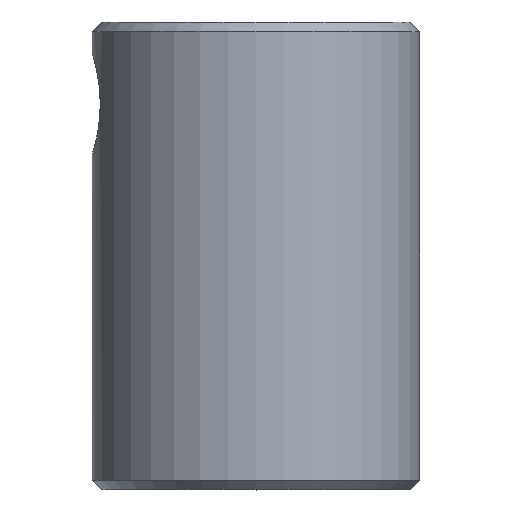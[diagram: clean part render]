
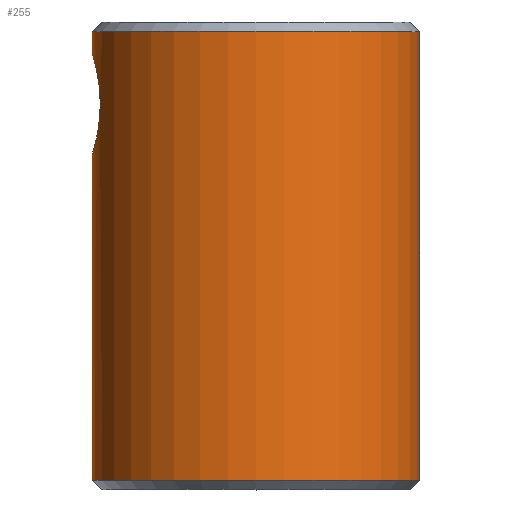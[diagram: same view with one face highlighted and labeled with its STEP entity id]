
A CAD part, top view. The second image highlights one B-rep face of the part: STEP entity #255.
In plain terms, the highlighted cylindrical face has radius 7 mm (diameter 14 mm), a full revolution.
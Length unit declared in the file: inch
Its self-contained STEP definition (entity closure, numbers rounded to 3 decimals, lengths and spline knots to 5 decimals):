
#18 = AXIS2_PLACEMENT_3D ( 'NONE', #179, #291, #225 ) ;
#20 = CARTESIAN_POINT ( 'NONE',  ( -0.26392, 0.62259, 0.07937 ) ) ;
#22 = CARTESIAN_POINT ( 'NONE',  ( -0.26748, 0.70108, -0.06684 ) ) ;
#29 = EDGE_LOOP ( 'NONE', ( #318 ) ) ;
#48 = CARTESIAN_POINT ( 'NONE',  ( -0.26276, 0.6606, -0.08312 ) ) ;
#49 = CARTESIAN_POINT ( 'NONE',  ( -0.27559, 0.73327, -0.00555 ) ) ;
#50 = CARTESIAN_POINT ( 'NONE',  ( -0.26516, 0.68678, 0.07515 ) ) ;
#52 = CARTESIAN_POINT ( 'NONE',  ( -0.27478, 0.73057, -0.02176 ) ) ;
#53 = CARTESIAN_POINT ( 'NONE',  ( 0., 0.77165, 0. ) ) ;
#65 = CARTESIAN_POINT ( 'NONE',  ( 0., 0.77165, -0.27559 ) ) ;
#72 = CARTESIAN_POINT ( 'NONE',  ( -0.26577, 0.69181, -0.07305 ) ) ;
#73 = CIRCLE ( 'NONE', #91, 0.27559 ) ;
#74 = CARTESIAN_POINT ( 'NONE',  ( -0.26258, 0.64414, -0.08366 ) ) ;
#75 = CARTESIAN_POINT ( 'NONE',  ( -0.27252, 0.72264, -0.04225 ) ) ;
#76 = CARTESIAN_POINT ( 'NONE',  ( -0.27312, 0.57445, -0.03715 ) ) ;
#86 = CARTESIAN_POINT ( 'NONE',  ( 0., 0.01575, 0. ) ) ;
#90 = VERTEX_POINT ( 'NONE', #207 ) ;
#91 = AXIS2_PLACEMENT_3D ( 'NONE', #86, #317, #170 ) ;
#95 = CARTESIAN_POINT ( 'NONE',  ( -0.27542, 0.56649, 0.01101 ) ) ;
#101 = EDGE_CURVE ( 'NONE', #352, #352, #338, .T. ) ;
#102 = CARTESIAN_POINT ( 'NONE',  ( -0.27559, 0.73327, 0.01107 ) ) ;
#103 = CARTESIAN_POINT ( 'NONE',  ( -0.26589, 0.60759, 0.07255 ) ) ;
#105 = CIRCLE ( 'NONE', #136, 0.27559 ) ;
#106 = CARTESIAN_POINT ( 'NONE',  ( -0.27085, 0.58314, -0.0511 ) ) ;
#111 = CYLINDRICAL_SURFACE ( 'NONE', #18, 0.27559 ) ;
#127 = CARTESIAN_POINT ( 'NONE',  ( -0.27431, 0.57025, 0.02706 ) ) ;
#135 = CARTESIAN_POINT ( 'NONE',  ( -0.26332, 0.67168, 0.08143 ) ) ;
#136 = AXIS2_PLACEMENT_3D ( 'NONE', #53, #196, #173 ) ;
#161 = CARTESIAN_POINT ( 'NONE',  ( -0.2749, 0.73107, 0.02198 ) ) ;
#162 = CARTESIAN_POINT ( 'NONE',  ( -0.26832, 0.70492, 0.063 ) ) ;
#163 = EDGE_CURVE ( 'NONE', #349, #349, #105, .T. ) ;
#164 = CARTESIAN_POINT ( 'NONE',  ( -0.26276, 0.63857, 0.08311 ) ) ;
#166 = EDGE_LOOP ( 'NONE', ( #290 ) ) ;
#168 = CARTESIAN_POINT ( 'NONE',  ( -0.27311, 0.72474, 0.03721 ) ) ;
#170 = DIRECTION ( 'NONE',  ( 0., 0., -1. ) ) ;
#173 = DIRECTION ( 'NONE',  ( 0., 0., -1. ) ) ;
#179 = CARTESIAN_POINT ( 'NONE',  ( 0., 0., 0. ) ) ;
#181 = CARTESIAN_POINT ( 'NONE',  ( -0.26916, 0.59048, 0.05919 ) ) ;
#183 = CARTESIAN_POINT ( 'NONE',  ( -0.26916, 0.59048, 0.05919 ) ) ;
#192 = CARTESIAN_POINT ( 'NONE',  ( -0.26259, 0.65515, -0.08366 ) ) ;
#193 = CARTESIAN_POINT ( 'NONE',  ( -0.26393, 0.67671, -0.07934 ) ) ;
#194 = CARTESIAN_POINT ( 'NONE',  ( -0.26258, 0.64415, 0.08366 ) ) ;
#195 = CARTESIAN_POINT ( 'NONE',  ( -0.27489, 0.56817, -0.02205 ) ) ;
#196 = DIRECTION ( 'NONE',  ( 0., -1., 0. ) ) ;
#201 = EDGE_LOOP ( 'NONE', ( #266 ) ) ;
#207 = CARTESIAN_POINT ( 'NONE',  ( 0., 0.01575, -0.27559 ) ) ;
#208 = EDGE_CURVE ( 'NONE', #90, #90, #73, .T. ) ;
#209 = CARTESIAN_POINT ( 'NONE',  ( -0.27085, 0.58314, 0.05111 ) ) ;
#213 = CARTESIAN_POINT ( 'NONE',  ( -0.27559, 0.56594, 0.00547 ) ) ;
#219 = CARTESIAN_POINT ( 'NONE',  ( -0.27086, 0.71612, 0.05103 ) ) ;
#220 = CARTESIAN_POINT ( 'NONE',  ( -0.26392, 0.62258, -0.07937 ) ) ;
#222 = CARTESIAN_POINT ( 'NONE',  ( -0.2743, 0.72894, -0.02711 ) ) ;
#225 = DIRECTION ( 'NONE',  ( 0., 0., -1. ) ) ;
#226 = FACE_OUTER_BOUND ( 'NONE', #166, .T. ) ;
#247 = CARTESIAN_POINT ( 'NONE',  ( -0.27002, 0.58658, -0.05529 ) ) ;
#249 = CARTESIAN_POINT ( 'NONE',  ( -0.26589, 0.69166, 0.07253 ) ) ;
#252 = CARTESIAN_POINT ( 'NONE',  ( -0.26343, 0.62781, 0.08096 ) ) ;
#253 = CARTESIAN_POINT ( 'NONE',  ( -0.26748, 0.70073, 0.06645 ) ) ;
#254 = CARTESIAN_POINT ( 'NONE',  ( -0.26746, 0.59857, 0.06651 ) ) ;
#255 = ADVANCED_FACE ( 'NONE', ( #258, #365, #226 ), #111, .T. ) ;
#258 = FACE_BOUND ( 'NONE', #201, .T. ) ;
#266 = ORIENTED_EDGE ( 'NONE', *, *, #101, .T. ) ;
#272 = CARTESIAN_POINT ( 'NONE',  ( -0.27312, 0.57446, 0.03717 ) ) ;
#277 = CARTESIAN_POINT ( 'NONE',  ( -0.26343, 0.62783, -0.08096 ) ) ;
#278 = CARTESIAN_POINT ( 'NONE',  ( -0.26276, 0.63857, -0.08311 ) ) ;
#280 = CARTESIAN_POINT ( 'NONE',  ( -0.2683, 0.59437, 0.06307 ) ) ;
#281 = CARTESIAN_POINT ( 'NONE',  ( -0.26833, 0.59427, -0.06299 ) ) ;
#283 = CARTESIAN_POINT ( 'NONE',  ( -0.27085, 0.71641, -0.05151 ) ) ;
#290 = ORIENTED_EDGE ( 'NONE', *, *, #163, .T. ) ;
#291 = DIRECTION ( 'NONE',  ( 0., -1., 0. ) ) ;
#299 = CARTESIAN_POINT ( 'NONE',  ( -0.27478, 0.56866, 0.02183 ) ) ;
#307 = CARTESIAN_POINT ( 'NONE',  ( -0.26343, 0.67138, -0.08097 ) ) ;
#309 = CARTESIAN_POINT ( 'NONE',  ( -0.27542, 0.73272, -0.01101 ) ) ;
#310 = CARTESIAN_POINT ( 'NONE',  ( -0.27001, 0.71261, 0.05531 ) ) ;
#311 = CARTESIAN_POINT ( 'NONE',  ( -0.26516, 0.61238, -0.07513 ) ) ;
#317 = DIRECTION ( 'NONE',  ( 0., 1., 0. ) ) ;
#318 = ORIENTED_EDGE ( 'NONE', *, *, #208, .T. ) ;
#325 = CARTESIAN_POINT ( 'NONE',  ( -0.2724, 0.57708, 0.04206 ) ) ;
#329 = CARTESIAN_POINT ( 'NONE',  ( -0.27559, 0.56595, -0.01097 ) ) ;
#332 = CARTESIAN_POINT ( 'NONE',  ( -0.26515, 0.61247, 0.07517 ) ) ;
#334 = CARTESIAN_POINT ( 'NONE',  ( -0.26589, 0.60758, -0.07254 ) ) ;
#336 = CARTESIAN_POINT ( 'NONE',  ( -0.26916, 0.59048, 0.05919 ) ) ;
#337 = CARTESIAN_POINT ( 'NONE',  ( -0.27241, 0.72216, 0.042 ) ) ;
#338 = B_SPLINE_CURVE_WITH_KNOTS ( 'NONE', 3,
 ( #183, #356, #209, #325, #272, #127, #299, #95, #213, #329, #195, #76, #362, #106, #247, #281, #360, #334, #311, #220, #277, #278, #74, #192, #48, #307, #193, #72, #22, #283, #75, #222, #52, #309, #49, #102, #161, #168, #337, #219, #310, #162, #253, #249, #50, #135, #359, #194, #164, #252, #20, #332, #103, #254, #280, #336 ),
 .UNSPECIFIED., .T., .F.,
 ( 4, 2, 2, 2, 2, 2, 2, 2, 2, 2, 2, 2, 2, 2, 2, 2, 2, 2, 2, 2, 2, 2, 2, 2, 2, 2, 2, 4 ),
 ( 0., 0.00042, 0.00084, 0.00126, 0.00167, 0.00251, 0.00293, 0.00335, 0.00377, 0.00419, 0.00461, 0.00502, 0.00544, 0.00586, 0.0067, 0.00754, 0.00795, 0.00837, 0.00921, 0.00963, 0.01005, 0.01047, 0.01088, 0.01172, 0.01214, 0.01256, 0.01298, 0.0134 ),
 .UNSPECIFIED. ) ;
#349 = VERTEX_POINT ( 'NONE', #65 ) ;
#352 = VERTEX_POINT ( 'NONE', #181 ) ;
#356 = CARTESIAN_POINT ( 'NONE',  ( -0.27001, 0.5866, 0.05531 ) ) ;
#359 = CARTESIAN_POINT ( 'NONE',  ( -0.26259, 0.66062, 0.08366 ) ) ;
#360 = CARTESIAN_POINT ( 'NONE',  ( -0.26747, 0.59855, -0.0665 ) ) ;
#362 = CARTESIAN_POINT ( 'NONE',  ( -0.2724, 0.57707, -0.04204 ) ) ;
#365 = FACE_OUTER_BOUND ( 'NONE', #29, .T. ) ;
